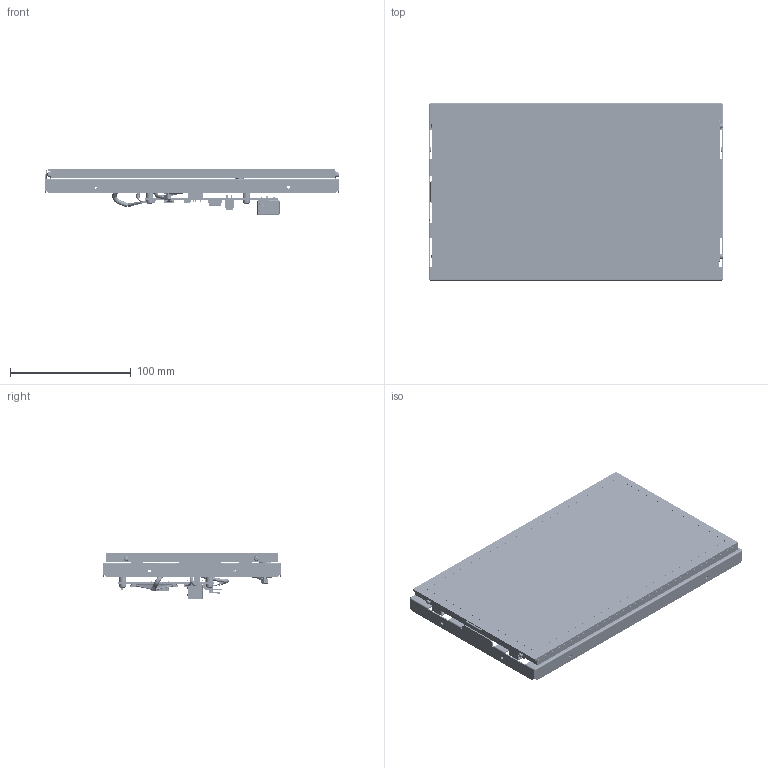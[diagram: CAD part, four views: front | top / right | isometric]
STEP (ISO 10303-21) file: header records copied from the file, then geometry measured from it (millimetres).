
FILE_DESCRIPTION(/* description */ (''),/* implementation_level */ '2;1');
FILE_NAME(/* name */ 'HP_TK-BRA101WS-01A3.stp',/* time_stamp */ '2023-03-02T13:31:54+09:00',/* author */ ('KIKOU-CAD2'),/* organization */ (''),/* preprocessor_version */ 'ST-DEVELOPER v18.1',/* originating_system */ 'Autodesk Inventor 2020',/* authorisation */ '');
FILE_SCHEMA (('AUTOMOTIVE_DESIGN { 1 0 10303 214 3 1 1 }'));
Products named in the file (1): TK-BRA101WS-01A3
Bounding box: 244 x 147 x 38.76 mm (x, y, z)
Volume: 315622.1 mm3; surface area: 264359.8 mm2
Topology: 3 solids, 69 shells, 11597 faces, 32882 edges, 21454 vertices
Faces by surface type: plane 9008, cylinder 2164, bspline 153, cone 130, sphere 79, torus 63
Full cylindrical faces by diameter (mm): 0.31 x40, 0.37 x40, 0.5 x2, 0.55 x6, 0.6 x6, 0.61 x1, 0.7 x1, 2 x4, 2.1 x2, 2.113 x4, 2.459 x17, 3 x5, 3.1 x4, 3.2 x4, 3.5 x4, 3.6 x8, 4 x13, 4.2 x4, 4.3 x4, 6.2 x9, 8 x2
Entity records: 383807 total; most frequent: CARTESIAN_POINT 78498, ORIENTED_EDGE 65764, DIRECTION 60421, EDGE_CURVE 32884, LINE 26701, VECTOR 26701, VERTEX_POINT 21462, AXIS2_PLACEMENT_3D 16860
